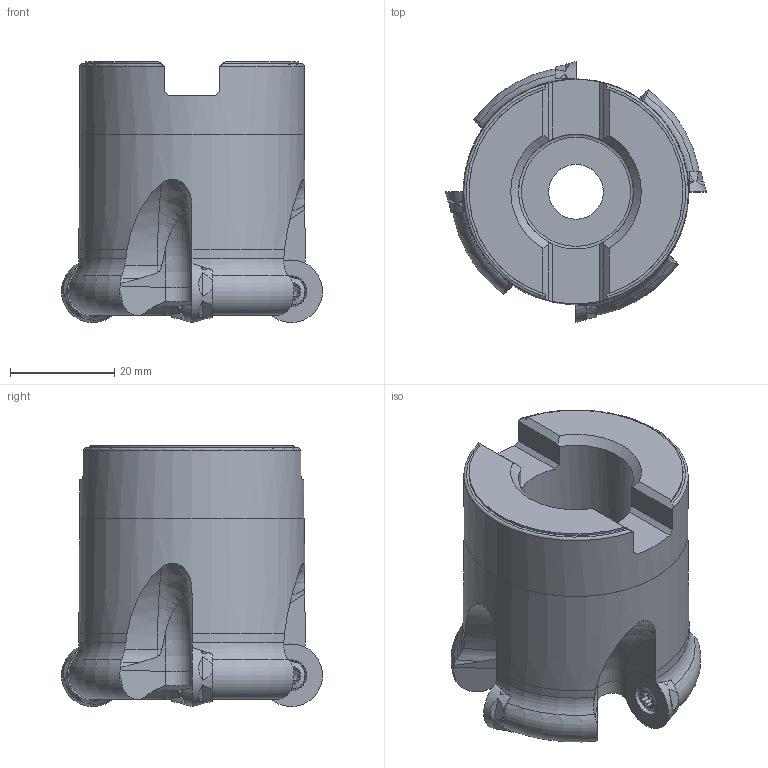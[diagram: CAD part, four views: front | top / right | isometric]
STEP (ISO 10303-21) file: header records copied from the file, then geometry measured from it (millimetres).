
FILE_DESCRIPTION(/* description */ (''),/* implementation_level */ '2;1');
FILE_NAME(/* name */ 'toolassembly_1.stp',/* time_stamp */ '2018-10-03T15:00:05+02:00',/* author */ (''),/* organization */ ('SMS'),/* preprocessor_version */ 'ST-DEVELOPER v15',/* originating_system */ 'SIEMENS PLM Software NX 8.5',/* authorisation */ '');
FILE_SCHEMA (('AUTOMOTIVE_DESIGN { 1 0 10303 214 3 1 1 1 }'));
Length unit declared in the file: millimetre
Products named in the file (4): ASSEMBLY_CONSTRUCTION; CUT_20181003145917; NOCUT_20181003145910; TOOLASSEMBLY_1
Assembly tree (6 placements, depth 2):
  TOOLASSEMBLY_1
    NOCUT_20181003145910
    CUT_20181003145917  x4
    ASSEMBLY_CONSTRUCTION
Bounding box: 49.95 x 49.95 x 49.98 mm (x, y, z)
Volume: 49543.8 mm3; surface area: 14211.4 mm2
Topology: 5 solids, 5 shells, 383 faces, 1016 edges, 663 vertices
Faces by surface type: plane 181, cone 63, extrusion 48, torus 39, cylinder 39, bspline 8, sphere 4, revolution 1
Full cylindrical faces by diameter (mm): 3.5 x4, 4.1 x4, 5.25 x4, 10.5 x1, 14.2 x1, 22.011 x1, 22.5 x1, 43 x1
Entity records: 12838 total; most frequent: CARTESIAN_POINT 4903, ORIENTED_EDGE 1628, DIRECTION 1557, EDGE_CURVE 814, AXIS2_PLACEMENT_3D 642, VERTEX_POINT 542, EDGE_LOOP 382, ADVANCED_FACE 329
